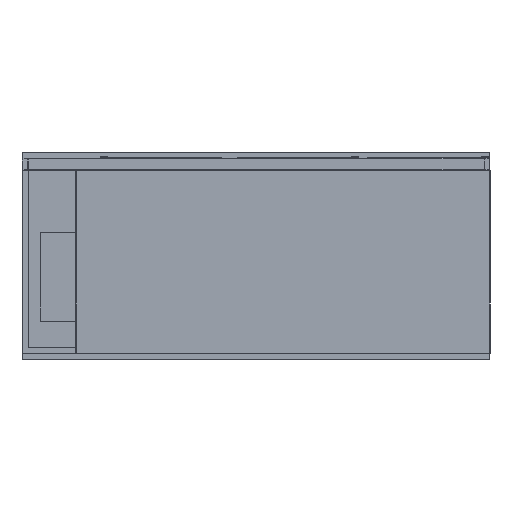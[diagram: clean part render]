
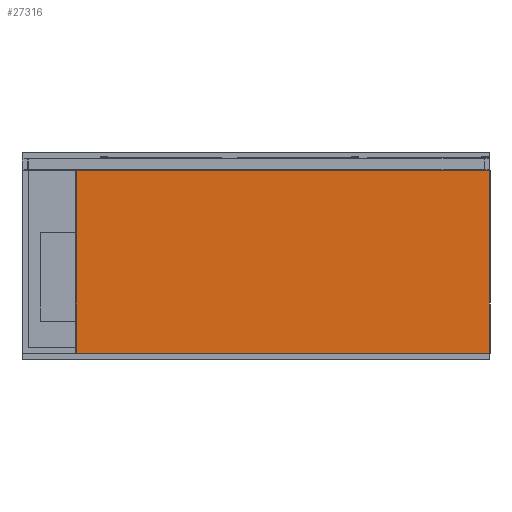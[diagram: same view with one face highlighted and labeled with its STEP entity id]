
A CAD part, front view. The second image highlights one B-rep face of the part: STEP entity #27316.
In plain terms, the highlighted planar face has unit normal (0, -1, 0).
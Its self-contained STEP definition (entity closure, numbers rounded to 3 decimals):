
#393 = EDGE_LOOP ( 'NONE', ( #31746, #16501, #18302, #831 ) ) ;
#785 = LINE ( 'NONE', #32385, #15607 ) ;
#831 = ORIENTED_EDGE ( 'NONE', *, *, #34246, .T. ) ;
#1148 = PLANE ( 'NONE',  #24418 ) ;
#1923 = DIRECTION ( 'NONE',  ( 0., 0., -1. ) ) ;
#3128 = DIRECTION ( 'NONE',  ( 1., 0., 0. ) ) ;
#3507 = EDGE_CURVE ( 'NONE', #22380, #25647, #785, .T. ) ;
#4458 = CARTESIAN_POINT ( 'NONE',  ( -698., -325., -660. ) ) ;
#6162 = CARTESIAN_POINT ( 'NONE',  ( -698., -325., -42. ) ) ;
#10307 = EDGE_CURVE ( 'NONE', #26294, #22380, #31760, .T. ) ;
#13565 = DIRECTION ( 'NONE',  ( -1., 0., 0. ) ) ;
#15607 = VECTOR ( 'NONE', #3128, 1000. ) ;
#16501 = ORIENTED_EDGE ( 'NONE', *, *, #10307, .T. ) ;
#17180 = VECTOR ( 'NONE', #1923, 1000. ) ;
#17648 = VECTOR ( 'NONE', #13565, 1000. ) ;
#18258 = EDGE_CURVE ( 'NONE', #33636, #26294, #37194, .T. ) ;
#18302 = ORIENTED_EDGE ( 'NONE', *, *, #3507, .T. ) ;
#20377 = VECTOR ( 'NONE', #31290, 1000. ) ;
#22289 = CARTESIAN_POINT ( 'NONE',  ( -700., -325., -42. ) ) ;
#22380 = VERTEX_POINT ( 'NONE', #36967 ) ;
#24418 = AXIS2_PLACEMENT_3D ( 'NONE', #24957, #30393, #25142 ) ;
#24893 = LINE ( 'NONE', #25274, #20377 ) ;
#24957 = CARTESIAN_POINT ( 'NONE',  ( -700., -325., -660. ) ) ;
#25142 = DIRECTION ( 'NONE',  ( 0., 0., -1. ) ) ;
#25274 = CARTESIAN_POINT ( 'NONE',  ( 698., -325., -660. ) ) ;
#25647 = VERTEX_POINT ( 'NONE', #30241 ) ;
#26294 = VERTEX_POINT ( 'NONE', #6162 ) ;
#27316 = ADVANCED_FACE ( 'Fl�che8', ( #27678 ), #1148, .T. ) ;
#27678 = FACE_OUTER_BOUND ( 'NONE', #393, .T. ) ;
#30180 = CARTESIAN_POINT ( 'NONE',  ( 698., -325., -42. ) ) ;
#30241 = CARTESIAN_POINT ( 'NONE',  ( 698., -325., -658. ) ) ;
#30393 = DIRECTION ( 'NONE',  ( 0., -1., 0. ) ) ;
#31290 = DIRECTION ( 'NONE',  ( 0., 0., 1. ) ) ;
#31746 = ORIENTED_EDGE ( 'NONE', *, *, #18258, .T. ) ;
#31760 = LINE ( 'NONE', #4458, #17180 ) ;
#32385 = CARTESIAN_POINT ( 'NONE',  ( -700., -325., -658. ) ) ;
#33636 = VERTEX_POINT ( 'NONE', #30180 ) ;
#34246 = EDGE_CURVE ( 'NONE', #25647, #33636, #24893, .T. ) ;
#36967 = CARTESIAN_POINT ( 'NONE',  ( -698., -325., -658. ) ) ;
#37194 = LINE ( 'NONE', #22289, #17648 ) ;
